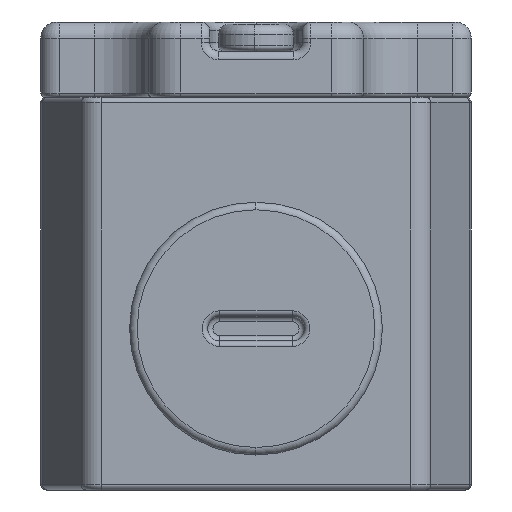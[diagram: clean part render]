
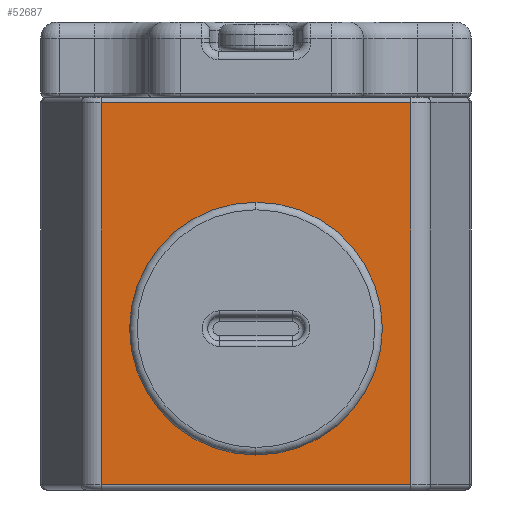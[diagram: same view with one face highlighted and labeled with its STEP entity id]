
A CAD part, front view. The second image highlights one B-rep face of the part: STEP entity #52687.
In plain terms, the highlighted planar face has unit normal (0, -1, 0).
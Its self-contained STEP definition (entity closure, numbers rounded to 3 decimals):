
#894 = DIRECTION ( 'NONE',  ( 0., 1., 0. ) ) ;
#2705 = FACE_BOUND ( 'NONE', #54482, .T. ) ;
#4223 = FACE_OUTER_BOUND ( 'NONE', #62507, .T. ) ;
#9051 = VERTEX_POINT ( 'NONE', #26767 ) ;
#9900 = DIRECTION ( 'NONE',  ( 0., 1., 0. ) ) ;
#15339 = DIRECTION ( 'NONE',  ( 0., 0., 1. ) ) ;
#15565 = LINE ( 'NONE', #49312, #28480 ) ;
#16439 = CARTESIAN_POINT ( 'NONE',  ( -20., -80., 0.5 ) ) ;
#17060 = EDGE_CURVE ( 'NONE', #39149, #49526, #60084, .T. ) ;
#17591 = DIRECTION ( 'NONE',  ( 0., 1., 0. ) ) ;
#19525 = CARTESIAN_POINT ( 'NONE',  ( -14.401, -80., 36. ) ) ;
#20237 = AXIS2_PLACEMENT_3D ( 'NONE', #43841, #9900, #58510 ) ;
#21121 = DIRECTION ( 'NONE',  ( 1., 0., 0. ) ) ;
#22815 = EDGE_CURVE ( 'NONE', #9051, #60540, #32868, .T. ) ;
#23335 = ORIENTED_EDGE ( 'NONE', *, *, #32512, .T. ) ;
#23377 = VECTOR ( 'NONE', #41682, 1000. ) ;
#24534 = PLANE ( 'NONE',  #20237 ) ;
#26767 = CARTESIAN_POINT ( 'NONE',  ( -14.401, -80., 0.5 ) ) ;
#27344 = DIRECTION ( 'NONE',  ( -1., 0., 0. ) ) ;
#28480 = VECTOR ( 'NONE', #15339, 1000. ) ;
#29801 = CIRCLE ( 'NONE', #62837, 11. ) ;
#29991 = CARTESIAN_POINT ( 'NONE',  ( 0., -80., 15. ) ) ;
#32512 = EDGE_CURVE ( 'NONE', #35431, #50007, #29801, .T. ) ;
#32668 = ORIENTED_EDGE ( 'NONE', *, *, #61337, .T. ) ;
#32868 = LINE ( 'NONE', #16439, #58715 ) ;
#34284 = VECTOR ( 'NONE', #27344, 1000. ) ;
#34885 = DIRECTION ( 'NONE',  ( 0., 0., 1. ) ) ;
#35431 = VERTEX_POINT ( 'NONE', #36940 ) ;
#36386 = CARTESIAN_POINT ( 'NONE',  ( 14.401, -80., 0.5 ) ) ;
#36940 = CARTESIAN_POINT ( 'NONE',  ( 0., -80., 26. ) ) ;
#37733 = ORIENTED_EDGE ( 'NONE', *, *, #53213, .T. ) ;
#39149 = VERTEX_POINT ( 'NONE', #40557 ) ;
#40557 = CARTESIAN_POINT ( 'NONE',  ( 14.401, -80., 36. ) ) ;
#41682 = DIRECTION ( 'NONE',  ( 0., 0., -1. ) ) ;
#43253 = CIRCLE ( 'NONE', #61456, 11. ) ;
#43436 = CARTESIAN_POINT ( 'NONE',  ( 0., -80., 4. ) ) ;
#43841 = CARTESIAN_POINT ( 'NONE',  ( -20., -80., 36.5 ) ) ;
#45794 = EDGE_CURVE ( 'NONE', #50007, #35431, #43253, .T. ) ;
#46608 = CARTESIAN_POINT ( 'NONE',  ( 0., -80., 15. ) ) ;
#49312 = CARTESIAN_POINT ( 'NONE',  ( 14.401, -80., 36.5 ) ) ;
#49526 = VERTEX_POINT ( 'NONE', #19525 ) ;
#50007 = VERTEX_POINT ( 'NONE', #43436 ) ;
#51566 = CARTESIAN_POINT ( 'NONE',  ( -14.401, -80., 36. ) ) ;
#51574 = DIRECTION ( 'NONE',  ( 0., 0., 1. ) ) ;
#52687 = ADVANCED_FACE ( 'NONE', ( #2705, #4223 ), #24534, .F. ) ;
#53213 = EDGE_CURVE ( 'NONE', #60540, #39149, #15565, .T. ) ;
#53749 = ORIENTED_EDGE ( 'NONE', *, *, #45794, .T. ) ;
#54482 = EDGE_LOOP ( 'NONE', ( #53749, #23335 ) ) ;
#55952 = ORIENTED_EDGE ( 'NONE', *, *, #22815, .T. ) ;
#56379 = CARTESIAN_POINT ( 'NONE',  ( -14.401, -80., 36.5 ) ) ;
#57253 = ORIENTED_EDGE ( 'NONE', *, *, #17060, .T. ) ;
#58510 = DIRECTION ( 'NONE',  ( 0., 0., 1. ) ) ;
#58715 = VECTOR ( 'NONE', #21121, 1000. ) ;
#59085 = LINE ( 'NONE', #56379, #23377 ) ;
#60084 = LINE ( 'NONE', #51566, #34284 ) ;
#60540 = VERTEX_POINT ( 'NONE', #36386 ) ;
#61337 = EDGE_CURVE ( 'NONE', #49526, #9051, #59085, .T. ) ;
#61456 = AXIS2_PLACEMENT_3D ( 'NONE', #46608, #17591, #51574 ) ;
#62507 = EDGE_LOOP ( 'NONE', ( #32668, #55952, #37733, #57253 ) ) ;
#62837 = AXIS2_PLACEMENT_3D ( 'NONE', #29991, #894, #34885 ) ;
